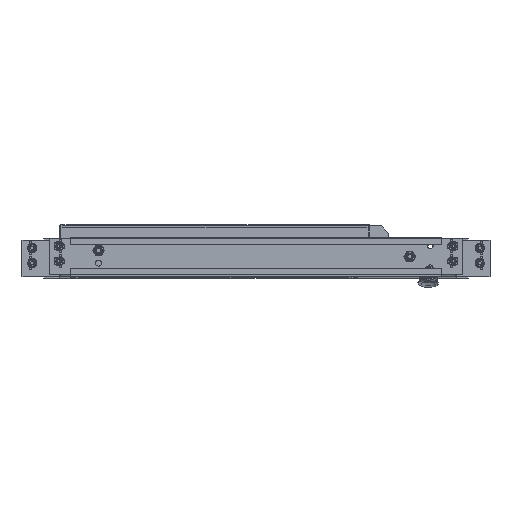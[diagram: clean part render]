
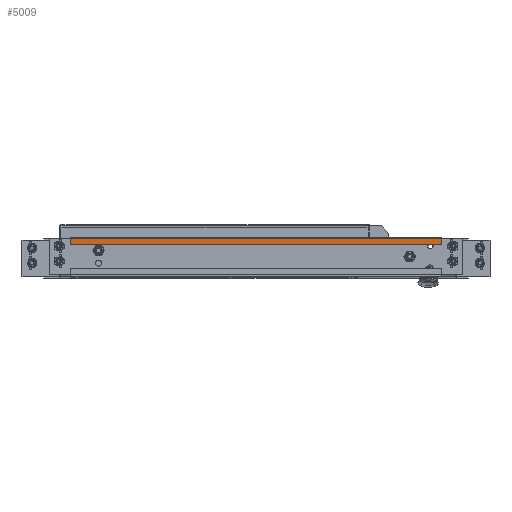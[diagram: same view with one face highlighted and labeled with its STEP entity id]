
A CAD part, top view. The second image highlights one B-rep face of the part: STEP entity #5009.
In plain terms, the highlighted planar face has unit normal (0, 0, 1).
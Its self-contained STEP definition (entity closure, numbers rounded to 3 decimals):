
#5009 = ADVANCED_FACE ( 'NONE', ( #104628 ), #16985, .T. ) ;
#6344 = LINE ( 'NONE', #74677, #103128 ) ;
#7237 = DIRECTION ( 'NONE',  ( -1., 0., 0. ) ) ;
#8444 = DIRECTION ( 'NONE',  ( 0., 0., 1. ) ) ;
#8937 = LINE ( 'NONE', #84667, #61517 ) ;
#14437 = VECTOR ( 'NONE', #34095, 1000. ) ;
#16985 = PLANE ( 'NONE',  #52457 ) ;
#22706 = EDGE_CURVE ( 'NONE', #70188, #73700, #77371, .T. ) ;
#24132 = CARTESIAN_POINT ( 'NONE',  ( 303.002, 62.502, 874.5 ) ) ;
#29983 = CARTESIAN_POINT ( 'NONE',  ( -309.998, 50.002, 874.5 ) ) ;
#34095 = DIRECTION ( 'NONE',  ( 0., 1., 0. ) ) ;
#35420 = CARTESIAN_POINT ( 'NONE',  ( 303.002, 50.002, 874.5 ) ) ;
#38533 = ORIENTED_EDGE ( 'NONE', *, *, #68080, .T. ) ;
#39807 = LINE ( 'NONE', #84205, #85472 ) ;
#44295 = CARTESIAN_POINT ( 'NONE',  ( -309.998, 62.502, 874.5 ) ) ;
#48894 = DIRECTION ( 'NONE',  ( 1., 0., 0. ) ) ;
#51804 = EDGE_LOOP ( 'NONE', ( #107344, #38533, #86168, #87927 ) ) ;
#52457 = AXIS2_PLACEMENT_3D ( 'NONE', #94968, #8444, #88113 ) ;
#53960 = EDGE_CURVE ( 'NONE', #95835, #70188, #39807, .T. ) ;
#58702 = DIRECTION ( 'NONE',  ( 0., -1., 0. ) ) ;
#61517 = VECTOR ( 'NONE', #7237, 1000. ) ;
#66771 = EDGE_CURVE ( 'NONE', #72874, #95835, #6344, .T. ) ;
#68080 = EDGE_CURVE ( 'NONE', #73700, #72874, #8937, .T. ) ;
#70188 = VERTEX_POINT ( 'NONE', #35420 ) ;
#72874 = VERTEX_POINT ( 'NONE', #44295 ) ;
#73700 = VERTEX_POINT ( 'NONE', #24132 ) ;
#74677 = CARTESIAN_POINT ( 'NONE',  ( -309.998, 60.65, 874.5 ) ) ;
#77371 = LINE ( 'NONE', #112068, #14437 ) ;
#84205 = CARTESIAN_POINT ( 'NONE',  ( -309.998, 50.002, 874.5 ) ) ;
#84667 = CARTESIAN_POINT ( 'NONE',  ( -3.498, 62.502, 874.5 ) ) ;
#85472 = VECTOR ( 'NONE', #48894, 1000. ) ;
#86168 = ORIENTED_EDGE ( 'NONE', *, *, #66771, .T. ) ;
#87927 = ORIENTED_EDGE ( 'NONE', *, *, #53960, .T. ) ;
#88113 = DIRECTION ( 'NONE',  ( 0., -1., 0. ) ) ;
#94968 = CARTESIAN_POINT ( 'NONE',  ( -3.498, 30., 874.5 ) ) ;
#95835 = VERTEX_POINT ( 'NONE', #29983 ) ;
#103128 = VECTOR ( 'NONE', #58702, 1000. ) ;
#104628 = FACE_OUTER_BOUND ( 'NONE', #51804, .T. ) ;
#107344 = ORIENTED_EDGE ( 'NONE', *, *, #22706, .T. ) ;
#112068 = CARTESIAN_POINT ( 'NONE',  ( 303.002, 50.002, 874.5 ) ) ;
